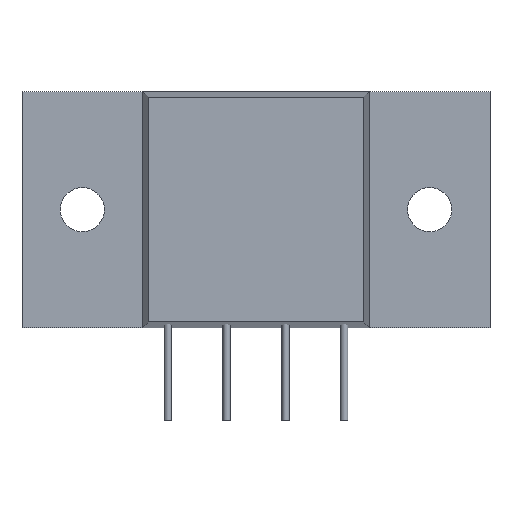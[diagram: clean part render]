
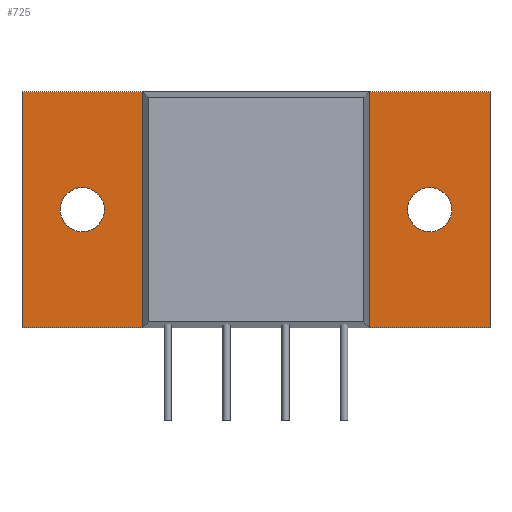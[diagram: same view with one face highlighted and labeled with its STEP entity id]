
A CAD part, front view. The second image highlights one B-rep face of the part: STEP entity #725.
In plain terms, the highlighted planar face has unit normal (0, -1, 0).
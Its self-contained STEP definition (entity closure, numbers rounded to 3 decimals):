
#437=CARTESIAN_POINT('',(-13.095,2.055,15.2));
#438=VERTEX_POINT('',#437);
#454=CARTESIAN_POINT('',(-16.905,2.055,15.2));
#455=VERTEX_POINT('',#454);
#462=CARTESIAN_POINT('',(-15.,2.055,15.2));
#463=DIRECTION('',(0.0,1.0,0.0));
#464=DIRECTION('',(1.0,0.0,0.0));
#465=AXIS2_PLACEMENT_3D('',#462,#463,#464);
#466=CIRCLE('',#465,1.905);
#467=EDGE_CURVE('',#438,#455,#466,.T.);
#479=CARTESIAN_POINT('',(16.905,2.055,15.2));
#480=VERTEX_POINT('',#479);
#496=CARTESIAN_POINT('',(13.095,2.055,15.2));
#497=VERTEX_POINT('',#496);
#504=CARTESIAN_POINT('',(15.,2.055,15.2));
#505=DIRECTION('',(0.0,1.0,0.0));
#506=DIRECTION('',(1.0,0.0,0.0));
#507=AXIS2_PLACEMENT_3D('',#504,#505,#506);
#508=CIRCLE('',#507,1.905);
#509=EDGE_CURVE('',#480,#497,#508,.T.);
#520=CARTESIAN_POINT('',(15.,2.055,15.2));
#521=DIRECTION('',(0.0,1.0,0.0));
#522=DIRECTION('',(1.0,0.0,0.0));
#523=AXIS2_PLACEMENT_3D('',#520,#521,#522);
#524=CIRCLE('',#523,1.905);
#525=EDGE_CURVE('',#497,#480,#524,.T.);
#544=CARTESIAN_POINT('',(-15.,2.055,15.2));
#545=DIRECTION('',(0.0,1.0,0.0));
#546=DIRECTION('',(1.0,0.0,0.0));
#547=AXIS2_PLACEMENT_3D('',#544,#545,#546);
#548=CIRCLE('',#547,1.905);
#549=EDGE_CURVE('',#455,#438,#548,.T.);
#567=CARTESIAN_POINT('',(20.21,2.055,25.4));
#568=VERTEX_POINT('',#567);
#569=CARTESIAN_POINT('',(20.21,2.055,5.));
#570=VERTEX_POINT('',#569);
#571=CARTESIAN_POINT('',(20.21,2.055,25.4));
#572=DIRECTION('',(0.0,0.0,-1.0));
#573=VECTOR('',#572,20.4);
#574=LINE('',#571,#573);
#575=EDGE_CURVE('',#568,#570,#574,.T.);
#607=CARTESIAN_POINT('',(-20.21,2.055,5.));
#608=VERTEX_POINT('',#607);
#609=CARTESIAN_POINT('',(20.21,2.055,5.));
#610=DIRECTION('',(-1.0,0.0,0.0));
#611=VECTOR('',#610,40.42);
#612=LINE('',#609,#611);
#613=EDGE_CURVE('',#570,#608,#612,.T.);
#638=CARTESIAN_POINT('',(-20.21,2.055,25.4));
#639=VERTEX_POINT('',#638);
#640=CARTESIAN_POINT('',(-20.21,2.055,5.));
#641=DIRECTION('',(0.0,0.0,1.0));
#642=VECTOR('',#641,20.4);
#643=LINE('',#640,#642);
#644=EDGE_CURVE('',#608,#639,#643,.T.);
#669=CARTESIAN_POINT('',(-20.21,2.055,25.4));
#670=DIRECTION('',(1.0,0.0,0.0));
#671=VECTOR('',#670,40.42);
#672=LINE('',#669,#671);
#673=EDGE_CURVE('',#639,#568,#672,.T.);
#706=CARTESIAN_POINT('',(0.,2.055,15.2));
#707=DIRECTION('',(0.0,-1.0,0.0));
#708=DIRECTION('',(1.0,0.0,0.0));
#709=AXIS2_PLACEMENT_3D('',#706,#707,#708);
#710=PLANE('',#709);
#711=ORIENTED_EDGE('',*,*,#575,.F.);
#712=ORIENTED_EDGE('',*,*,#673,.F.);
#713=ORIENTED_EDGE('',*,*,#644,.F.);
#714=ORIENTED_EDGE('',*,*,#613,.F.);
#715=EDGE_LOOP('',(#711,#712,#713,#714));
#716=FACE_OUTER_BOUND('',#715,.T.);
#717=ORIENTED_EDGE('',*,*,#509,.T.);
#718=ORIENTED_EDGE('',*,*,#525,.T.);
#719=EDGE_LOOP('',(#717,#718));
#720=FACE_BOUND('',#719,.T.);
#721=ORIENTED_EDGE('',*,*,#467,.T.);
#722=ORIENTED_EDGE('',*,*,#549,.T.);
#723=EDGE_LOOP('',(#721,#722));
#724=FACE_BOUND('',#723,.T.);
#725=ADVANCED_FACE('',(#716,#720,#724),#710,.T.);
